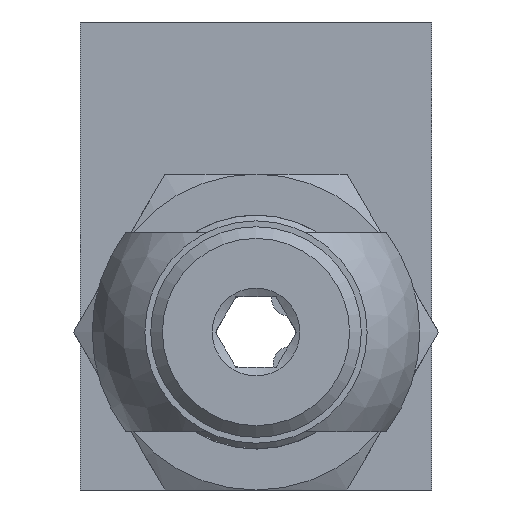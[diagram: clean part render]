
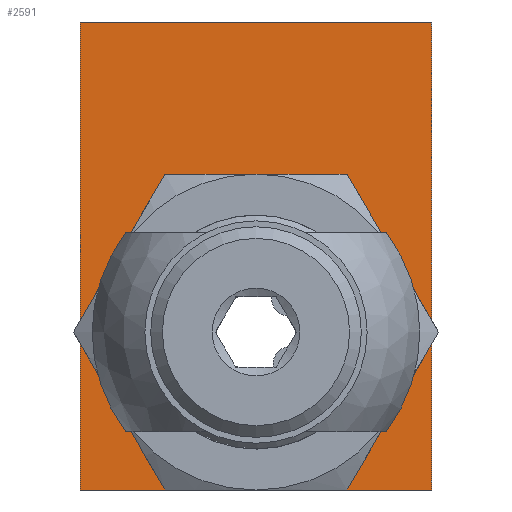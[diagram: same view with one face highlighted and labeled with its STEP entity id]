
A CAD part, left-side view. The second image highlights one B-rep face of the part: STEP entity #2591.
In plain terms, the highlighted planar face has unit normal (-1, 0, 0).
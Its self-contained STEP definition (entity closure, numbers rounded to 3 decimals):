
#106=LINE('',#8128,#200);
#107=LINE('',#8131,#201);
#108=LINE('',#8133,#202);
#109=LINE('',#8135,#203);
#200=VECTOR('',#4107,1000.);
#201=VECTOR('',#4108,1000.);
#202=VECTOR('',#4109,1000.);
#203=VECTOR('',#4110,1000.);
#308=PLANE('',#3403);
#1054=ORIENTED_EDGE('',*,*,#1465,.T.);
#1055=ORIENTED_EDGE('',*,*,#1466,.F.);
#1056=ORIENTED_EDGE('',*,*,#1467,.F.);
#1057=ORIENTED_EDGE('',*,*,#1468,.F.);
#1058=ORIENTED_EDGE('',*,*,#1469,.F.);
#1465=EDGE_CURVE('',#1735,#1735,#1916,.T.);
#1466=EDGE_CURVE('',#1736,#1737,#106,.T.);
#1467=EDGE_CURVE('',#1738,#1736,#107,.T.);
#1468=EDGE_CURVE('',#1739,#1738,#108,.T.);
#1469=EDGE_CURVE('',#1737,#1739,#109,.T.);
#1735=VERTEX_POINT('',#8127);
#1736=VERTEX_POINT('',#8129);
#1737=VERTEX_POINT('',#8130);
#1738=VERTEX_POINT('',#8132);
#1739=VERTEX_POINT('',#8134);
#1916=CIRCLE('',#3404,13.);
#2126=EDGE_LOOP('',(#1054));
#2127=EDGE_LOOP('',(#1055,#1056,#1057,#1058));
#2370=FACE_BOUND('',#2126,.T.);
#2371=FACE_BOUND('',#2127,.T.);
#2591=ADVANCED_FACE('',(#2370,#2371),#308,.F.);
#3403=AXIS2_PLACEMENT_3D('',#8125,#4103,#4104);
#3404=AXIS2_PLACEMENT_3D('',#8126,#4105,#4106);
#4103=DIRECTION('',(1.,0.,0.));
#4104=DIRECTION('',(0.,0.,1.));
#4105=DIRECTION('',(1.,0.,0.));
#4106=DIRECTION('',(0.,0.,-1.));
#4107=DIRECTION('',(0.,0.,-1.));
#4108=DIRECTION('',(0.,-1.,0.));
#4109=DIRECTION('',(0.,0.,1.));
#4110=DIRECTION('',(0.,1.,0.));
#8125=CARTESIAN_POINT('',(-32.5,0.,0.));
#8126=CARTESIAN_POINT('',(-32.5,0.,0.));
#8127=CARTESIAN_POINT('',(-32.5,0.,-13.));
#8128=CARTESIAN_POINT('',(-32.5,-15.,26.5));
#8129=CARTESIAN_POINT('',(-32.5,-15.,26.5));
#8130=CARTESIAN_POINT('',(-32.5,-15.,-13.5));
#8131=CARTESIAN_POINT('',(-32.5,15.,26.5));
#8132=CARTESIAN_POINT('',(-32.5,15.,26.5));
#8133=CARTESIAN_POINT('',(-32.5,15.,-13.5));
#8134=CARTESIAN_POINT('',(-32.5,15.,-13.5));
#8135=CARTESIAN_POINT('',(-32.5,-15.,-13.5));
